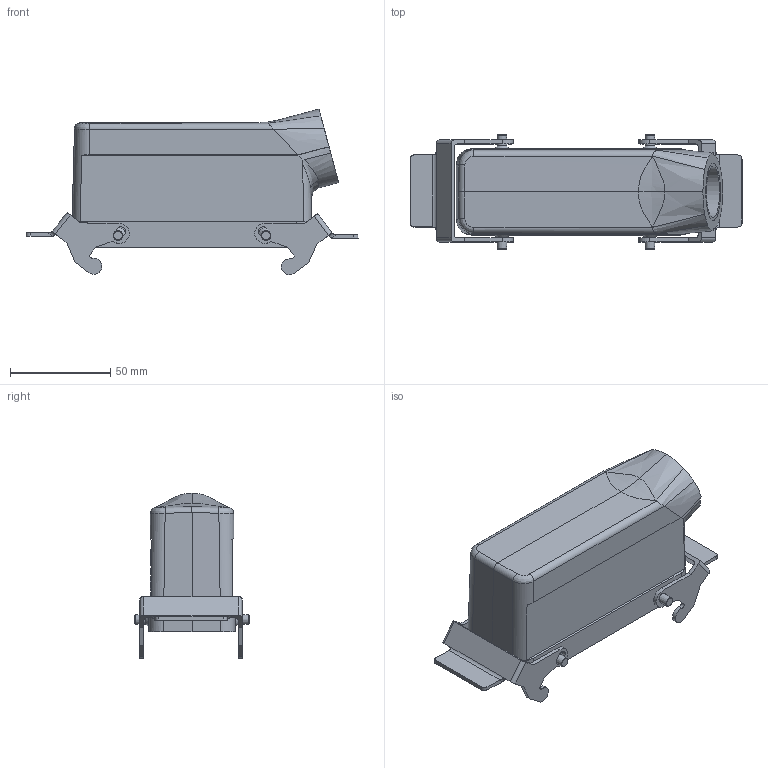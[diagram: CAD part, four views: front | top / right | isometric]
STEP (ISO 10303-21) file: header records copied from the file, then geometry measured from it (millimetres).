
FILE_DESCRIPTION((''),'2;1');
FILE_NAME('04300241563.stp','2020-07-08T08:22:20',('e.eickhoff'),(''),'Autodesk Inventor 2012','Autodesk Inventor 2012','');
FILE_SCHEMA(('AUTOMOTIVE_DESIGN { 1 0 10303 214 1 1 1 1 }'));
Length unit declared in the file: millimetre
Products named in the file (4): 04300241563; Metallbügel Quer; M25-PG21 Adapter
Assembly tree (4 placements, depth 2):
  04300241563
    04300241563
    Metallbügel Quer  x2
    M25-PG21 Adapter
Bounding box: 165.99 x 57.2 x 82.82 mm (x, y, z)
Volume: 96138.5 mm3; surface area: 60994.5 mm2
Topology: 4 solids, 4 shells, 380 faces, 982 edges, 628 vertices
Faces by surface type: plane 212, cylinder 89, bspline 59, cone 14, sphere 4, torus 2
Full cylindrical faces by diameter (mm): 3 x4, 24 x1, 25.5 x1, 28.3 x1, 29 x1
Entity records: 13448 total; most frequent: CARTESIAN_POINT 5665, ORIENTED_EDGE 1608, DIRECTION 1442, EDGE_CURVE 804, VERTEX_POINT 527, VECTOR 506, LINE 506, AXIS2_PLACEMENT_3D 468
